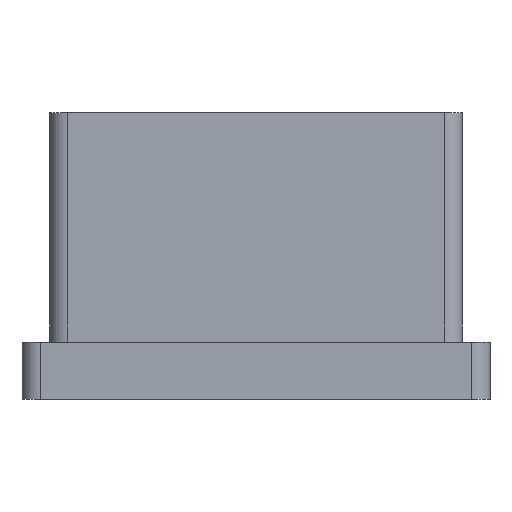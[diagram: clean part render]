
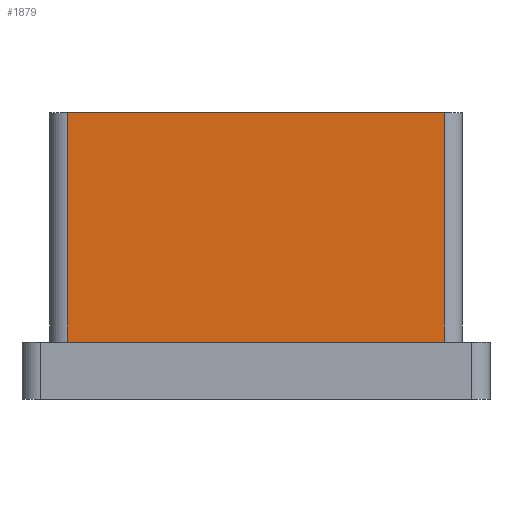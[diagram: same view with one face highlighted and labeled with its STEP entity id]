
A CAD part, front view. The second image highlights one B-rep face of the part: STEP entity #1879.
In plain terms, the highlighted planar face has unit normal (0, -1, 0).
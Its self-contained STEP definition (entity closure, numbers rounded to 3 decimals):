
#165=FACE_OUTER_BOUND('',#272,.T.);
#272=EDGE_LOOP('',(#1291,#1292,#1293,#1294));
#411=LINE('',#2851,#580);
#412=LINE('',#2853,#581);
#413=LINE('',#2855,#582);
#414=LINE('',#2856,#583);
#580=VECTOR('',#2208,10.414);
#581=VECTOR('',#2209,6.35);
#582=VECTOR('',#2210,10.414);
#583=VECTOR('',#2211,6.35);
#806=VERTEX_POINT('',#2849);
#807=VERTEX_POINT('',#2850);
#808=VERTEX_POINT('',#2852);
#809=VERTEX_POINT('',#2854);
#1001=EDGE_CURVE('',#806,#807,#411,.T.);
#1002=EDGE_CURVE('',#806,#808,#412,.T.);
#1003=EDGE_CURVE('',#808,#809,#413,.T.);
#1004=EDGE_CURVE('',#809,#807,#414,.T.);
#1291=ORIENTED_EDGE('',*,*,#1001,.F.);
#1292=ORIENTED_EDGE('',*,*,#1002,.T.);
#1293=ORIENTED_EDGE('',*,*,#1003,.T.);
#1294=ORIENTED_EDGE('',*,*,#1004,.T.);
#1828=PLANE('',#2005);
#1879=ADVANCED_FACE('',(#165),#1828,.T.);
#2005=AXIS2_PLACEMENT_3D('',#2848,#2206,#2207);
#2206=DIRECTION('center_axis',(0.,-1.,0.));
#2207=DIRECTION('ref_axis',(0.,0.,-1.));
#2208=DIRECTION('',(1.,0.,0.));
#2209=DIRECTION('',(0.,0.,-1.));
#2210=DIRECTION('',(1.,0.,0.));
#2211=DIRECTION('',(0.,0.,1.));
#2848=CARTESIAN_POINT('Origin',(-5.715,-5.715,-4.572));
#2849=CARTESIAN_POINT('',(-5.207,-5.715,1.778));
#2850=CARTESIAN_POINT('',(5.207,-5.715,1.778));
#2851=CARTESIAN_POINT('',(-5.207,-5.715,1.778));
#2852=CARTESIAN_POINT('',(-5.207,-5.715,-4.572));
#2853=CARTESIAN_POINT('',(-5.207,-5.715,1.778));
#2854=CARTESIAN_POINT('',(5.207,-5.715,-4.572));
#2855=CARTESIAN_POINT('',(-5.207,-5.715,-4.572));
#2856=CARTESIAN_POINT('',(5.207,-5.715,-4.572));
